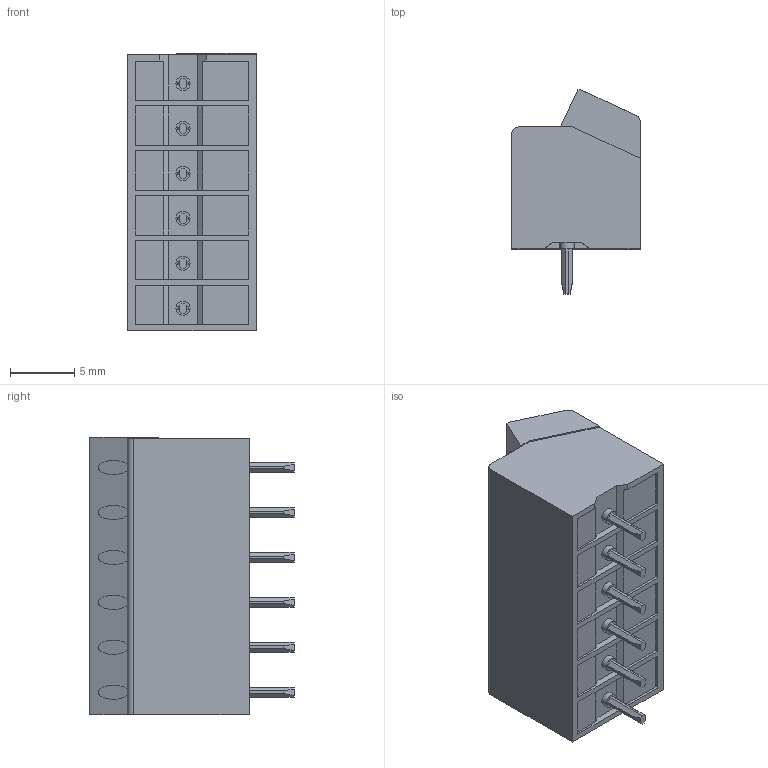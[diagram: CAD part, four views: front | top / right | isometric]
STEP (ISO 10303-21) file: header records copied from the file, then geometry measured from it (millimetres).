
FILE_DESCRIPTION(('SolidDesigner STEP Export'),'2;1');
FILE_NAME('spta_1-6-3.5.stp','2008-08-19T15:22:37',(''),(''),'OneSpace Designer STEP processor for AP214 (Solid Model)','OneSpace Designer 14.50 18-Oct-2006 (C) CoCreate Software GmbH','');
FILE_SCHEMA(('AUTOMOTIVE_DESIGN { 1 0 10303 214 1 1 1 1 }'));
Length unit declared in the file: millimetre
Products named in the file (2): spta_1-6-3.5
Assembly tree (1 placements, depth 2):
  spta_1-6-3.5
    spta_1-6-3.5
Bounding box: 10 x 15.9 x 21.6 mm (x, y, z)
Volume: 2047.6 mm3; surface area: 1510.4 mm2
Topology: 1 solids, 1 shells, 408 faces, 1070 edges, 703 vertices
Faces by surface type: plane 306, cylinder 90, cone 12
Entity records: 15162 total; most frequent: ORIENTED_EDGE 2140, CARTESIAN_POINT 2048, DIRECTION 1902, EDGE_CURVE 1070, VECTOR 788, LINE 788, VERTEX_POINT 703, AXIS2_PLACEMENT_3D 557
